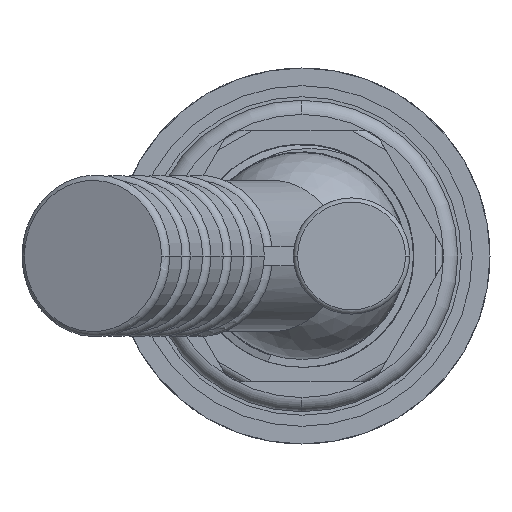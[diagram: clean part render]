
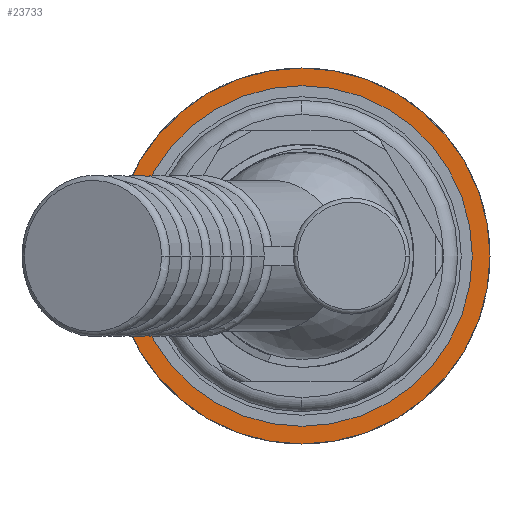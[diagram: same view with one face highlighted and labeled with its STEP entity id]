
A CAD part, front view. The second image highlights one B-rep face of the part: STEP entity #23733.
In plain terms, the highlighted planar face has unit normal (0, -1, 0).
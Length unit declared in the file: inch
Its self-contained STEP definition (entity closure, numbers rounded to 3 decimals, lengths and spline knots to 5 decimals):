
#4594=CARTESIAN_POINT('',(0.,0.,0.));
#4595=DIRECTION('',(0.,1.,0.));
#4596=DIRECTION('',(1.,0.,0.));
#4597=AXIS2_PLACEMENT_3D('',#4594,#4595,#4596);
#4617=CARTESIAN_POINT('',(0.,0.,0.));
#4618=DIRECTION('',(0.,-1.,0.));
#4619=DIRECTION('',(1.,0.,0.));
#4620=AXIS2_PLACEMENT_3D('',#4617,#4618,#4619);
#4625=CARTESIAN_POINT('',(0.,0.,0.));
#4626=DIRECTION('',(0.,-1.,0.));
#4627=DIRECTION('',(1.,0.,0.));
#4628=AXIS2_PLACEMENT_3D('',#4625,#4626,#4627);
#4633=CARTESIAN_POINT('',(0.,0.,0.));
#4634=DIRECTION('',(0.,-1.,0.));
#4635=DIRECTION('',(-1.,0.,0.));
#4636=AXIS2_PLACEMENT_3D('',#4633,#4634,#4635);
#16944=CARTESIAN_POINT('',(1.0625,0.,0.));
#16945=CARTESIAN_POINT('',(-1.0625,0.,0.));
#16946=VERTEX_POINT('',#16944);
#16947=VERTEX_POINT('',#16945);
#17132=CARTESIAN_POINT('',(0.9625,0.,0.));
#17133=CARTESIAN_POINT('',(-0.9625,0.,0.));
#17134=VERTEX_POINT('',#17132);
#17135=VERTEX_POINT('',#17133);
#23718=CARTESIAN_POINT('',(0.,0.,0.));
#23719=DIRECTION('',(0.,-1.,0.));
#23720=DIRECTION('',(-1.,0.,0.));
#23721=AXIS2_PLACEMENT_3D('',#23718,#23719,#23720);
#23722=PLANE('',#23721);
#23723=ORIENTED_EDGE('',*,*,#23705,.F.);
#23724=ORIENTED_EDGE('',*,*,#23684,.T.);
#23725=EDGE_LOOP('',(#23723,#23724));
#23726=FACE_OUTER_BOUND('',#23725,.F.);
#23728=ORIENTED_EDGE('',*,*,#23727,.T.);
#23730=ORIENTED_EDGE('',*,*,#23729,.T.);
#23731=EDGE_LOOP('',(#23728,#23730));
#23732=FACE_BOUND('',#23731,.F.);
#4598=CIRCLE('',#4597,1.0625);
#4621=CIRCLE('',#4620,1.0625);
#4629=CIRCLE('',#4628,0.9625);
#4637=CIRCLE('',#4636,0.9625);
#23684=EDGE_CURVE('',#16946,#16947,#4598,.T.);
#23705=EDGE_CURVE('',#16946,#16947,#4621,.T.);
#23727=EDGE_CURVE('',#17134,#17135,#4629,.T.);
#23729=EDGE_CURVE('',#17135,#17134,#4637,.T.);
#23733=ADVANCED_FACE('',(#23726,#23732),#23722,.T.);
